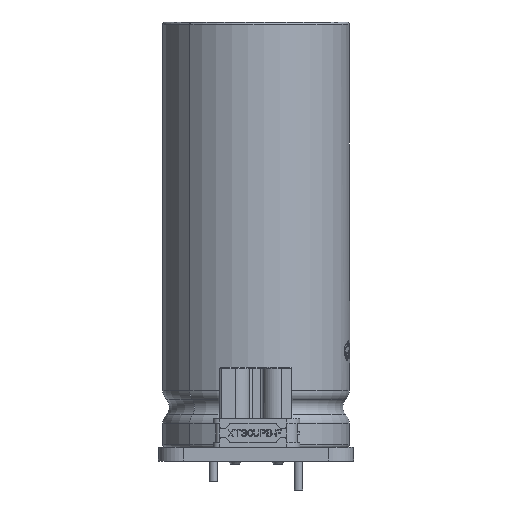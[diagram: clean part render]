
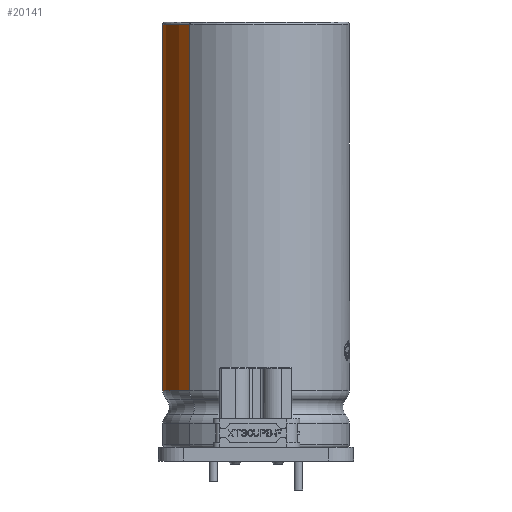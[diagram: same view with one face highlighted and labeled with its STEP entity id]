
A CAD part, left-side view. The second image highlights one B-rep face of the part: STEP entity #20141.
In plain terms, the highlighted cylindrical face has radius 11.01 mm (diameter 22.02 mm), a partial arc.
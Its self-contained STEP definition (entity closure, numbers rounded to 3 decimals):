
#1454=FACE_OUTER_BOUND('',#2542,.T.);
#2542=EDGE_LOOP('',(#13718,#13719,#13720,#13721));
#3671=CIRCLE('',#21373,11.01);
#3674=CIRCLE('',#21377,11.01);
#4022=LINE('',#31982,#6280);
#4023=LINE('',#31983,#6281);
#6280=VECTOR('',#23097,1.);
#6281=VECTOR('',#23098,1.);
#8696=VERTEX_POINT('',#31973);
#8697=VERTEX_POINT('',#31974);
#8698=VERTEX_POINT('',#31979);
#8699=VERTEX_POINT('',#31980);
#10665=EDGE_CURVE('',#8696,#8697,#3671,.T.);
#10668=EDGE_CURVE('',#8698,#8699,#3674,.T.);
#10669=EDGE_CURVE('',#8697,#8699,#4022,.T.);
#10670=EDGE_CURVE('',#8696,#8698,#4023,.T.);
#13718=ORIENTED_EDGE('',*,*,#10668,.T.);
#13719=ORIENTED_EDGE('',*,*,#10669,.F.);
#13720=ORIENTED_EDGE('',*,*,#10665,.F.);
#13721=ORIENTED_EDGE('',*,*,#10670,.T.);
#18929=CYLINDRICAL_SURFACE('',#21376,11.01);
#20141=ADVANCED_FACE('',(#1454),#18929,.T.);
#21373=AXIS2_PLACEMENT_3D('',#31975,#23087,#23088);
#21376=AXIS2_PLACEMENT_3D('',#31978,#23093,#23094);
#21377=AXIS2_PLACEMENT_3D('',#31981,#23095,#23096);
#23087=DIRECTION('center_axis',(0.,0.,1.));
#23088=DIRECTION('ref_axis',(0.,1.,0.));
#23093=DIRECTION('center_axis',(0.,0.,1.));
#23094=DIRECTION('ref_axis',(0.,1.,0.));
#23095=DIRECTION('center_axis',(0.,0.,1.));
#23096=DIRECTION('ref_axis',(0.,1.,0.));
#23097=DIRECTION('',(0.,0.,-1.));
#23098=DIRECTION('',(0.,0.,-1.));
#31973=CARTESIAN_POINT('',(7.78,-7.785,49.7));
#31974=CARTESIAN_POINT('',(7.78,7.785,49.7));
#31975=CARTESIAN_POINT('Origin',(-0.005,0.,49.7));
#31978=CARTESIAN_POINT('Origin',(-0.005,0.,49.7));
#31979=CARTESIAN_POINT('',(7.78,-7.785,6.669));
#31980=CARTESIAN_POINT('',(7.78,7.785,6.669));
#31981=CARTESIAN_POINT('Origin',(-0.005,0.,6.669));
#31982=CARTESIAN_POINT('',(7.78,7.785,6.669));
#31983=CARTESIAN_POINT('',(7.78,-7.785,6.669));
